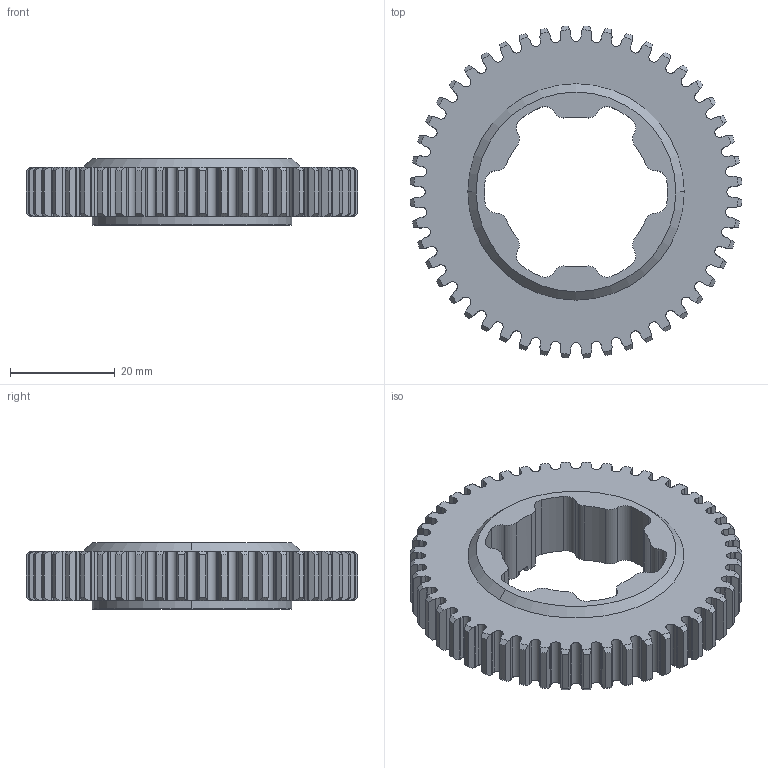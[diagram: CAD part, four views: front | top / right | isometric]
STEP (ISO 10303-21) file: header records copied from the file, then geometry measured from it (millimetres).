
FILE_DESCRIPTION (( 'STEP AP203' ), '1' );
FILE_NAME ('REV-21-3018.STEP', '2022-04-04T19:46:49', ( '' ), ( '' ), 'SwSTEP 2.0', 'SolidWorks 2022', '' );
FILE_SCHEMA (( 'CONFIG_CONTROL_DESIGN' ));
Length unit declared in the file: inch
Products named in the file (1): REV-21-3018
Bounding box: 63.33 x 63.33 x 12.7 mm (x, y, z)
Volume: 13236.9 mm3; surface area: 11187.4 mm2
Topology: 1 solids, 1 shells, 563 faces, 1671 edges, 1112 vertices
Faces by surface type: bspline 192, cylinder 162, plane 104, cone 101, torus 4
Entity records: 24720 total; most frequent: CARTESIAN_POINT 10842, ORIENTED_EDGE 3342, DIRECTION 2275, EDGE_CURVE 1671, VERTEX_POINT 1112, AXIS2_PLACEMENT_3D 811, VECTOR 653, LINE 653
